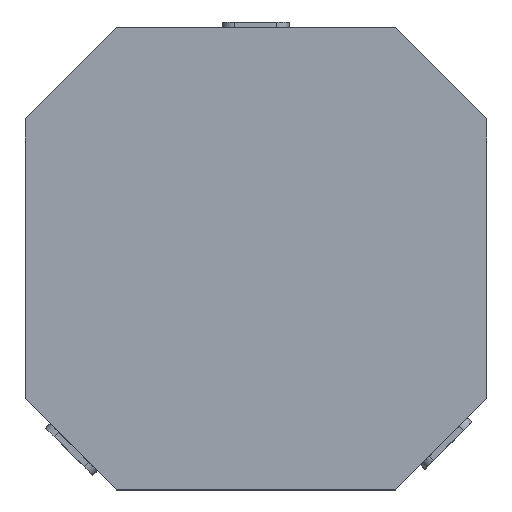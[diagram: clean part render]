
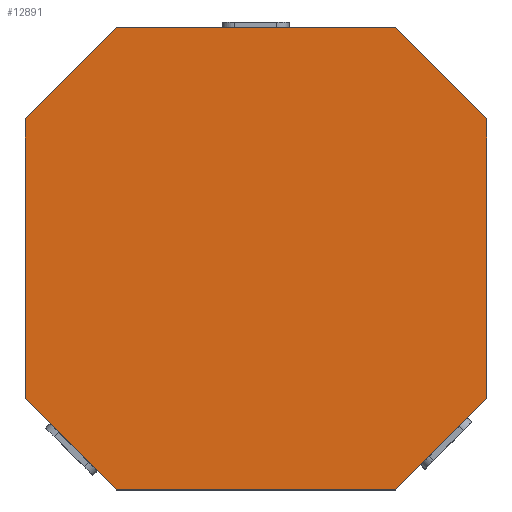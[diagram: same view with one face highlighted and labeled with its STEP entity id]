
A CAD part, top view. The second image highlights one B-rep face of the part: STEP entity #12891.
In plain terms, the highlighted planar face has unit normal (0, 0, 1).
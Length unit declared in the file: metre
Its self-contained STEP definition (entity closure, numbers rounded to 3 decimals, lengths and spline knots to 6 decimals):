
#1750=ORIENTED_EDGE('',*,*,#5305,.T.);
#1751=ORIENTED_EDGE('',*,*,#5318,.T.);
#1752=ORIENTED_EDGE('',*,*,#5315,.F.);
#1753=ORIENTED_EDGE('',*,*,#5319,.T.);
#1754=ORIENTED_EDGE('',*,*,#5296,.F.);
#1755=ORIENTED_EDGE('',*,*,#5320,.T.);
#1756=ORIENTED_EDGE('',*,*,#5302,.T.);
#1757=ORIENTED_EDGE('',*,*,#5321,.T.);
#5296=EDGE_CURVE('',#7079,#7080,#8354,.T.);
#5302=EDGE_CURVE('',#7084,#7083,#8358,.T.);
#5305=EDGE_CURVE('',#7086,#7085,#8361,.T.);
#5315=EDGE_CURVE('',#7095,#7096,#8367,.T.);
#5318=EDGE_CURVE('',#7085,#7096,#8370,.T.);
#5319=EDGE_CURVE('',#7095,#7080,#8371,.F.);
#5320=EDGE_CURVE('',#7079,#7084,#8372,.T.);
#5321=EDGE_CURVE('',#7083,#7086,#8373,.F.);
#7079=VERTEX_POINT('',#19099);
#7080=VERTEX_POINT('',#19100);
#7083=VERTEX_POINT('',#19109);
#7084=VERTEX_POINT('',#19111);
#7085=VERTEX_POINT('',#19115);
#7086=VERTEX_POINT('',#19117);
#7095=VERTEX_POINT('',#19137);
#7096=VERTEX_POINT('',#19138);
#8354=LINE('',#19098,#9613);
#8358=LINE('',#19110,#9617);
#8361=LINE('',#19116,#9620);
#8367=LINE('',#19136,#9626);
#8370=LINE('',#19142,#9629);
#8371=LINE('',#19143,#9630);
#8372=LINE('',#19144,#9631);
#8373=LINE('',#19145,#9632);
#9613=VECTOR('',#15241,1.);
#9617=VECTOR('',#15251,1.);
#9620=VECTOR('',#15256,1.);
#9626=VECTOR('',#15272,1.);
#9629=VECTOR('',#15277,1.);
#9630=VECTOR('',#15278,1.);
#9631=VECTOR('',#15279,1.);
#9632=VECTOR('',#15280,1.);
#10814=EDGE_LOOP('',(#1750,#1751,#1752,#1753,#1754,#1755,#1756,#1757));
#11671=FACE_BOUND('',#10814,.T.);
#12518=PLANE('',#13829);
#12891=ADVANCED_FACE('',(#11671),#12518,.T.);
#13829=AXIS2_PLACEMENT_3D('',#19141,#15275,#15276);
#15241=DIRECTION('',(0.,-1.,0.));
#15251=DIRECTION('',(-1.,0.,0.));
#15256=DIRECTION('',(0.,-1.,0.));
#15272=DIRECTION('',(-1.,0.,0.));
#15275=DIRECTION('',(0.,0.,1.));
#15276=DIRECTION('',(1.,0.,0.));
#15277=DIRECTION('',(0.707,-0.707,0.));
#15278=DIRECTION('',(-0.707,-0.707,0.));
#15279=DIRECTION('',(-0.707,0.707,0.));
#15280=DIRECTION('',(0.707,0.707,0.));
#19098=CARTESIAN_POINT('',(0.076,0.002,0.09));
#19099=CARTESIAN_POINT('',(0.076,0.048,0.09));
#19100=CARTESIAN_POINT('',(0.076,-0.044,0.09));
#19109=CARTESIAN_POINT('',(-0.046,0.078,0.09));
#19110=CARTESIAN_POINT('',(0.,0.078,0.09));
#19111=CARTESIAN_POINT('',(0.046,0.078,0.09));
#19115=CARTESIAN_POINT('',(-0.076,-0.044,0.09));
#19116=CARTESIAN_POINT('',(-0.076,0.002,0.09));
#19117=CARTESIAN_POINT('',(-0.076,0.048,0.09));
#19136=CARTESIAN_POINT('',(0.,-0.074,0.09));
#19137=CARTESIAN_POINT('',(0.046,-0.074,0.09));
#19138=CARTESIAN_POINT('',(-0.046,-0.074,0.09));
#19141=CARTESIAN_POINT('',(0.,0.002,0.09));
#19142=CARTESIAN_POINT('',(-0.061,-0.059,0.09));
#19143=CARTESIAN_POINT('',(0.061,-0.059,0.09));
#19144=CARTESIAN_POINT('',(0.061,0.063,0.09));
#19145=CARTESIAN_POINT('',(-0.061,0.063,0.09));
